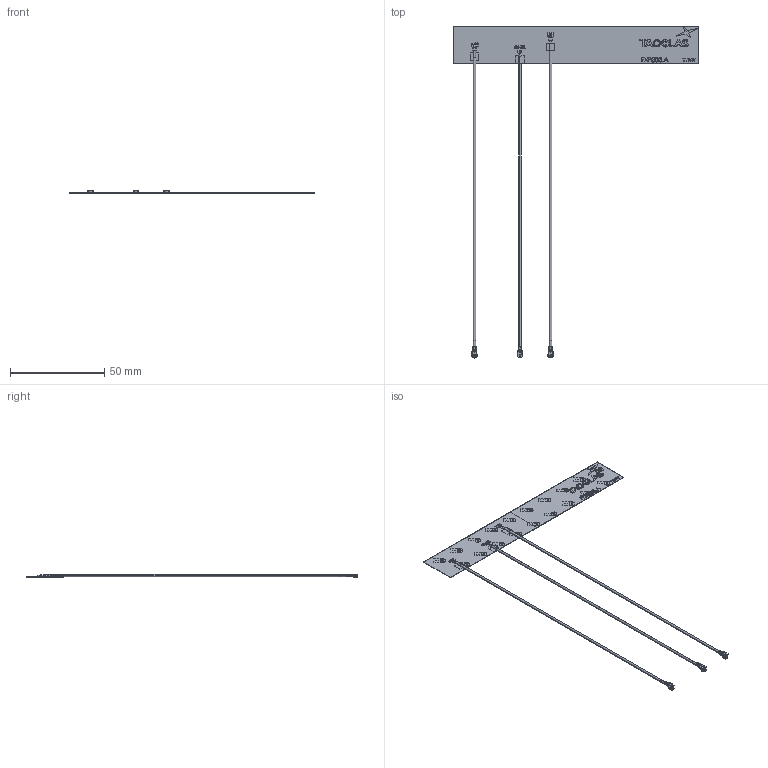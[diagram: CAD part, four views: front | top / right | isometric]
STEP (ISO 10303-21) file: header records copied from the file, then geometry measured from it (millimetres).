
FILE_DESCRIPTION (( 'STEP AP214' ), '1' );
FILE_NAME ('FXP303.A.001 WEB STEP.STEP', '2025-11-04T13:03:06', ( '' ), ( '' ), 'SwSTEP 2.0', 'SolidWorks 2024', '' );
FILE_SCHEMA (( 'AUTOMOTIVE_DESIGN' ));
Length unit declared in the file: millimetre
Products named in the file (1): FXP303.A.001 WEB STEP
Bounding box: 130 x 176.04 x 2.1 mm (x, y, z)
Surface area: 12944.2 mm2 (no closed solid volume)
Topology: 0 solids, 21 shells, 2797 faces, 7734 edges, 5086 vertices
Faces by surface type: plane 2123, bspline 351, cylinder 260, cone 63
Entity records: 103419 total; most frequent: CARTESIAN_POINT 34529, ORIENTED_EDGE 15438, DIRECTION 12086, EDGE_CURVE 7722, VECTOR 6344, LINE 6344, VERTEX_POINT 5086, EDGE_LOOP 2925
